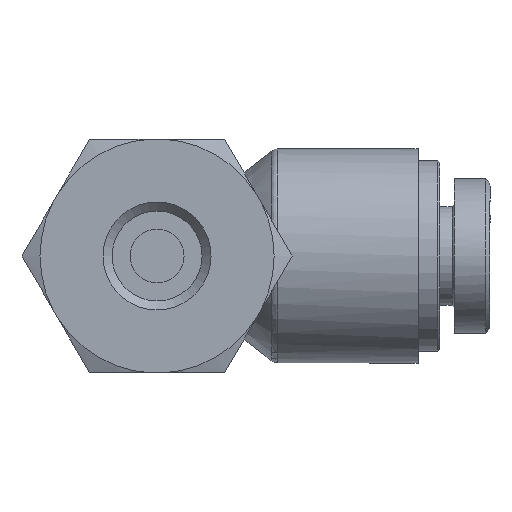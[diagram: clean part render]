
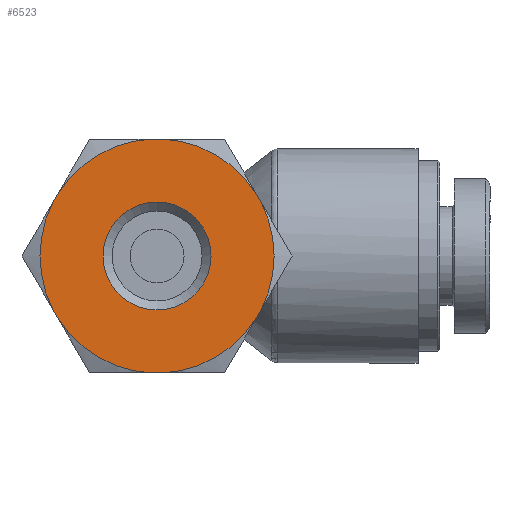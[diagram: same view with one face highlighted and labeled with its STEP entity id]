
A CAD part, front view. The second image highlights one B-rep face of the part: STEP entity #6523.
In plain terms, the highlighted face is planar.
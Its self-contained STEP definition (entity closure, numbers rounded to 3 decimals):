
#6379=CARTESIAN_POINT('',(-18.8,3.,0.));
#6380=VERTEX_POINT('',#6379);
#6381=CARTESIAN_POINT('',(-18.8,0.,0.0));
#6382=DIRECTION('',(-1.0,0.0,0.0));
#6383=DIRECTION('',(0.0,-1.0,0.0));
#6384=AXIS2_PLACEMENT_3D('',#6381,#6382,#6383);
#6385=CIRCLE('',#6384,3.);
#6386=EDGE_CURVE('',#6380,#6380,#6385,.T.);
#6411=CARTESIAN_POINT('',(-18.8,3.25,0.0));
#6412=DIRECTION('',(-1.0,0.0,0.0));
#6413=DIRECTION('',(0.0,0.0,1.0));
#6414=AXIS2_PLACEMENT_3D('',#6411,#6412,#6413);
#6415=PLANE('',#6414);
#6416=CARTESIAN_POINT('',(-18.8,5.764,3.017));
#6417=VERTEX_POINT('',#6416);
#6418=CARTESIAN_POINT('',(-18.8,5.764,-3.017));
#6419=VERTEX_POINT('',#6418);
#6420=CARTESIAN_POINT('',(-18.8,0.,0.0));
#6421=DIRECTION('',(-1.0,0.0,0.0));
#6422=DIRECTION('',(0.0,1.0,0.0));
#6423=AXIS2_PLACEMENT_3D('',#6420,#6421,#6422);
#6424=CIRCLE('',#6423,6.506);
#6425=EDGE_CURVE('',#6417,#6419,#6424,.T.);
#6426=ORIENTED_EDGE('',*,*,#6425,.T.);
#6427=CARTESIAN_POINT('',(-18.8,5.495,-3.483));
#6428=VERTEX_POINT('',#6427);
#6429=CARTESIAN_POINT('',(-18.8,5.495,-3.483));
#6430=DIRECTION('',(0.0,0.5,0.866));
#6431=VECTOR('',#6430,0.537);
#6432=LINE('',#6429,#6431);
#6433=EDGE_CURVE('',#6428,#6419,#6432,.T.);
#6434=ORIENTED_EDGE('',*,*,#6433,.F.);
#6435=CARTESIAN_POINT('',(-18.8,0.269,-6.5));
#6436=VERTEX_POINT('',#6435);
#6437=CARTESIAN_POINT('',(-18.8,0.,0.0));
#6438=DIRECTION('',(-1.0,0.0,0.0));
#6439=DIRECTION('',(0.0,1.0,0.0));
#6440=AXIS2_PLACEMENT_3D('',#6437,#6438,#6439);
#6441=CIRCLE('',#6440,6.506);
#6442=EDGE_CURVE('',#6428,#6436,#6441,.T.);
#6443=ORIENTED_EDGE('',*,*,#6442,.T.);
#6444=CARTESIAN_POINT('',(-18.8,-0.269,-6.5));
#6445=VERTEX_POINT('',#6444);
#6446=CARTESIAN_POINT('',(-18.8,-0.269,-6.5));
#6447=DIRECTION('',(0.0,1.0,0.0));
#6448=VECTOR('',#6447,0.537);
#6449=LINE('',#6446,#6448);
#6450=EDGE_CURVE('',#6445,#6436,#6449,.T.);
#6451=ORIENTED_EDGE('',*,*,#6450,.F.);
#6452=CARTESIAN_POINT('',(-18.8,-5.495,-3.483));
#6453=VERTEX_POINT('',#6452);
#6454=CARTESIAN_POINT('',(-18.8,0.,0.0));
#6455=DIRECTION('',(-1.0,0.0,0.0));
#6456=DIRECTION('',(0.0,1.0,0.0));
#6457=AXIS2_PLACEMENT_3D('',#6454,#6455,#6456);
#6458=CIRCLE('',#6457,6.506);
#6459=EDGE_CURVE('',#6445,#6453,#6458,.T.);
#6460=ORIENTED_EDGE('',*,*,#6459,.T.);
#6461=CARTESIAN_POINT('',(-18.8,-5.764,-3.017));
#6462=VERTEX_POINT('',#6461);
#6463=CARTESIAN_POINT('',(-18.8,-5.764,-3.017));
#6464=DIRECTION('',(0.0,0.5,-0.866));
#6465=VECTOR('',#6464,0.537);
#6466=LINE('',#6463,#6465);
#6467=EDGE_CURVE('',#6462,#6453,#6466,.T.);
#6468=ORIENTED_EDGE('',*,*,#6467,.F.);
#6469=CARTESIAN_POINT('',(-18.8,-5.764,3.017));
#6470=VERTEX_POINT('',#6469);
#6471=CARTESIAN_POINT('',(-18.8,0.,0.0));
#6472=DIRECTION('',(-1.0,0.0,0.0));
#6473=DIRECTION('',(0.0,1.0,0.0));
#6474=AXIS2_PLACEMENT_3D('',#6471,#6472,#6473);
#6475=CIRCLE('',#6474,6.506);
#6476=EDGE_CURVE('',#6462,#6470,#6475,.T.);
#6477=ORIENTED_EDGE('',*,*,#6476,.T.);
#6478=CARTESIAN_POINT('',(-18.8,-5.495,3.483));
#6479=VERTEX_POINT('',#6478);
#6480=CARTESIAN_POINT('',(-18.8,-5.495,3.483));
#6481=DIRECTION('',(0.0,-0.5,-0.866));
#6482=VECTOR('',#6481,0.537);
#6483=LINE('',#6480,#6482);
#6484=EDGE_CURVE('',#6479,#6470,#6483,.T.);
#6485=ORIENTED_EDGE('',*,*,#6484,.F.);
#6486=CARTESIAN_POINT('',(-18.8,-0.269,6.5));
#6487=VERTEX_POINT('',#6486);
#6488=CARTESIAN_POINT('',(-18.8,0.,0.0));
#6489=DIRECTION('',(-1.0,0.0,0.0));
#6490=DIRECTION('',(0.0,1.0,0.0));
#6491=AXIS2_PLACEMENT_3D('',#6488,#6489,#6490);
#6492=CIRCLE('',#6491,6.506);
#6493=EDGE_CURVE('',#6479,#6487,#6492,.T.);
#6494=ORIENTED_EDGE('',*,*,#6493,.T.);
#6495=CARTESIAN_POINT('',(-18.8,0.269,6.5));
#6496=VERTEX_POINT('',#6495);
#6497=CARTESIAN_POINT('',(-18.8,0.269,6.5));
#6498=DIRECTION('',(0.0,-1.0,0.0));
#6499=VECTOR('',#6498,0.537);
#6500=LINE('',#6497,#6499);
#6501=EDGE_CURVE('',#6496,#6487,#6500,.T.);
#6502=ORIENTED_EDGE('',*,*,#6501,.F.);
#6503=CARTESIAN_POINT('',(-18.8,5.495,3.483));
#6504=VERTEX_POINT('',#6503);
#6505=CARTESIAN_POINT('',(-18.8,0.,0.0));
#6506=DIRECTION('',(-1.0,0.0,0.0));
#6507=DIRECTION('',(0.0,1.0,0.0));
#6508=AXIS2_PLACEMENT_3D('',#6505,#6506,#6507);
#6509=CIRCLE('',#6508,6.506);
#6510=EDGE_CURVE('',#6496,#6504,#6509,.T.);
#6511=ORIENTED_EDGE('',*,*,#6510,.T.);
#6512=CARTESIAN_POINT('',(-18.8,5.764,3.017));
#6513=DIRECTION('',(0.0,-0.5,0.866));
#6514=VECTOR('',#6513,0.537);
#6515=LINE('',#6512,#6514);
#6516=EDGE_CURVE('',#6417,#6504,#6515,.T.);
#6517=ORIENTED_EDGE('',*,*,#6516,.F.);
#6518=EDGE_LOOP('',(#6426,#6434,#6443,#6451,#6460,#6468,#6477,#6485,#6494,#6502,#6511,#6517));
#6519=FACE_OUTER_BOUND('',#6518,.T.);
#6520=ORIENTED_EDGE('',*,*,#6386,.F.);
#6521=EDGE_LOOP('',(#6520));
#6522=FACE_BOUND('',#6521,.T.);
#6523=ADVANCED_FACE('',(#6519,#6522),#6415,.T.);
